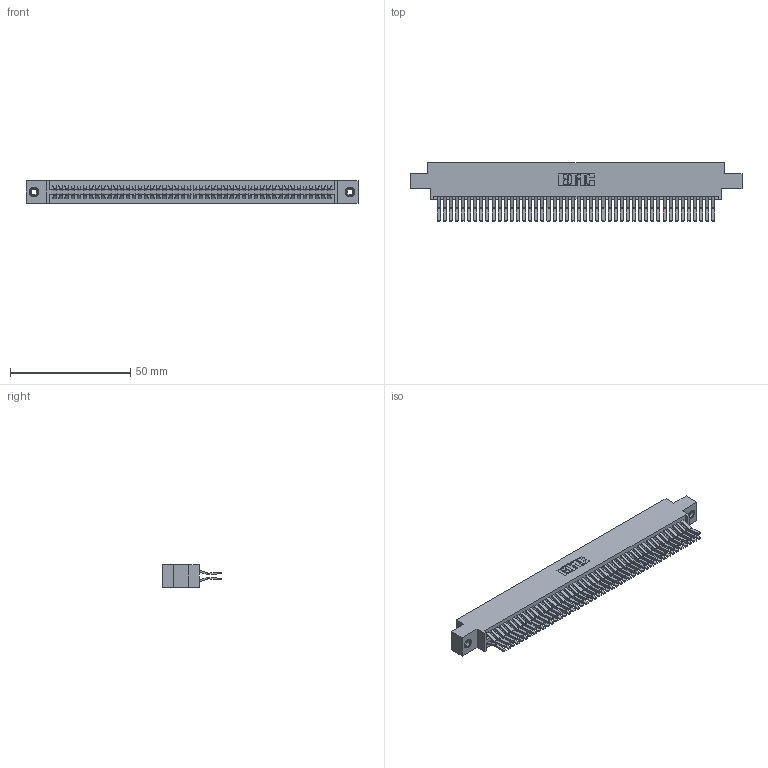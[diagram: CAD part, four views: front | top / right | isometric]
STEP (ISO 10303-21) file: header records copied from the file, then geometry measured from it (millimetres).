
FILE_DESCRIPTION (( 'STEP AP203' ), '1' );
FILE_NAME ('395-092-560-808.STEP', '2019-10-25T20:58:53', ( '' ), ( '' ), 'SwSTEP 2.0', 'SolidWorks 2016', '' );
FILE_SCHEMA (( 'CONFIG_CONTROL_DESIGN' ));
Length unit declared in the file: inch
Products named in the file (4): 345-250-001_345-250-003-102; 395-092-560-808; 345 Part_0.170 Offset - 0.156 Dia-TI; 345-292-001_560 Tail
Assembly tree (95 placements, depth 2):
  395-092-560-808
    345 Part_0.170 Offset - 0.156 Dia-TI
    345-292-001_560 Tail  x92
    345-250-001_345-250-003-102  x2
Bounding box: 138.05 x 24.45 x 9.4 mm (x, y, z)
Volume: 13930.5 mm3; surface area: 22376.9 mm2
Topology: 95 solids, 95 shells, 4974 faces, 14749 edges, 9702 vertices
Faces by surface type: plane 3152, cylinder 1806, cone 12, torus 4
Entity records: 36960 total; most frequent: CARTESIAN_POINT 6175, ORIENTED_EDGE 6102, DIRECTION 5469, EDGE_CURVE 3051, VECTOR 2711, LINE 2711, VERTEX_POINT 2028, AXIS2_PLACEMENT_3D 1379
